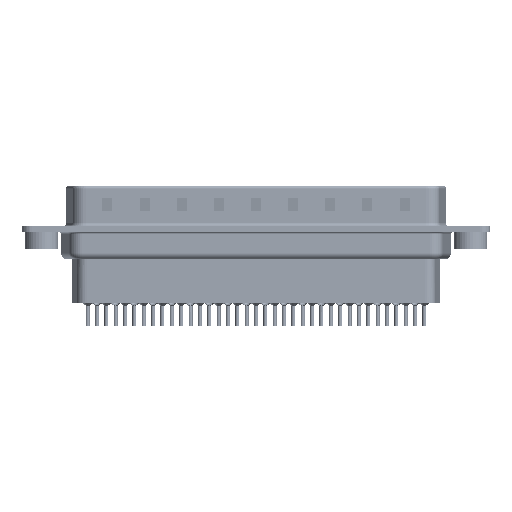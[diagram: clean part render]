
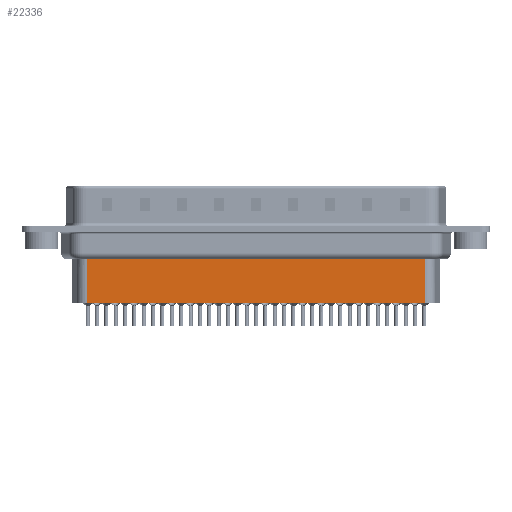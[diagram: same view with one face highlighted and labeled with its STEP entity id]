
A CAD part, front view. The second image highlights one B-rep face of the part: STEP entity #22336.
In plain terms, the highlighted planar face has unit normal (0, -1, 0).
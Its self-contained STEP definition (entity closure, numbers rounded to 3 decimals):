
#792 = ORIENTED_EDGE ( 'NONE', *, *, #16098, .F. ) ;
#1261 = EDGE_CURVE ( 'NONE', #11442, #21102, #21208, .T. ) ;
#2061 = VECTOR ( 'NONE', #14761, 1000. ) ;
#4304 = PLANE ( 'NONE',  #29418 ) ;
#4948 = CARTESIAN_POINT ( 'NONE',  ( 6.706, -3.5, -3.1 ) ) ;
#5250 = LINE ( 'NONE', #19251, #2061 ) ;
#5556 = CARTESIAN_POINT ( 'NONE',  ( 6.459, -3.5, -4.097 ) ) ;
#5796 = ORIENTED_EDGE ( 'NONE', *, *, #1261, .T. ) ;
#7308 = CARTESIAN_POINT ( 'NONE',  ( 56.794, -3.5, -10.95 ) ) ;
#9234 = CARTESIAN_POINT ( 'NONE',  ( 6.706, -3.5, -4.097 ) ) ;
#9292 = ORIENTED_EDGE ( 'NONE', *, *, #16005, .T. ) ;
#9846 = VERTEX_POINT ( 'NONE', #11856 ) ;
#9877 = DIRECTION ( 'NONE',  ( -1., 0., 0. ) ) ;
#10848 = EDGE_LOOP ( 'NONE', ( #792, #5796, #9292, #14783 ) ) ;
#11107 = VECTOR ( 'NONE', #16265, 1000. ) ;
#11442 = VERTEX_POINT ( 'NONE', #28255 ) ;
#11856 = CARTESIAN_POINT ( 'NONE',  ( 6.706, -3.5, -10.95 ) ) ;
#13984 = FACE_OUTER_BOUND ( 'NONE', #10848, .T. ) ;
#14276 = CARTESIAN_POINT ( 'NONE',  ( 6.706, -3.5, -3.1 ) ) ;
#14761 = DIRECTION ( 'NONE',  ( 0., 0., -1. ) ) ;
#14783 = ORIENTED_EDGE ( 'NONE', *, *, #17683, .F. ) ;
#16005 = EDGE_CURVE ( 'NONE', #21102, #9846, #25341, .T. ) ;
#16098 = EDGE_CURVE ( 'NONE', #11442, #17673, #5250, .T. ) ;
#16265 = DIRECTION ( 'NONE',  ( 0., 0., -1. ) ) ;
#16525 = DIRECTION ( 'NONE',  ( -1., 0., 0. ) ) ;
#17673 = VERTEX_POINT ( 'NONE', #7308 ) ;
#17683 = EDGE_CURVE ( 'NONE', #17673, #9846, #21018, .T. ) ;
#19251 = CARTESIAN_POINT ( 'NONE',  ( 56.794, -3.5, -3.1 ) ) ;
#21018 = LINE ( 'NONE', #27837, #26781 ) ;
#21102 = VERTEX_POINT ( 'NONE', #9234 ) ;
#21149 = DIRECTION ( 'NONE',  ( 0., -1., 0. ) ) ;
#21208 = LINE ( 'NONE', #5556, #27388 ) ;
#22336 = ADVANCED_FACE ( 'NONE', ( #13984 ), #4304, .T. ) ;
#25341 = LINE ( 'NONE', #4948, #11107 ) ;
#26781 = VECTOR ( 'NONE', #16525, 1000. ) ;
#27388 = VECTOR ( 'NONE', #9877, 1000. ) ;
#27837 = CARTESIAN_POINT ( 'NONE',  ( 6.706, -3.5, -10.95 ) ) ;
#28117 = DIRECTION ( 'NONE',  ( 1., 0., 0. ) ) ;
#28255 = CARTESIAN_POINT ( 'NONE',  ( 56.794, -3.5, -4.097 ) ) ;
#29418 = AXIS2_PLACEMENT_3D ( 'NONE', #14276, #21149, #28117 ) ;
